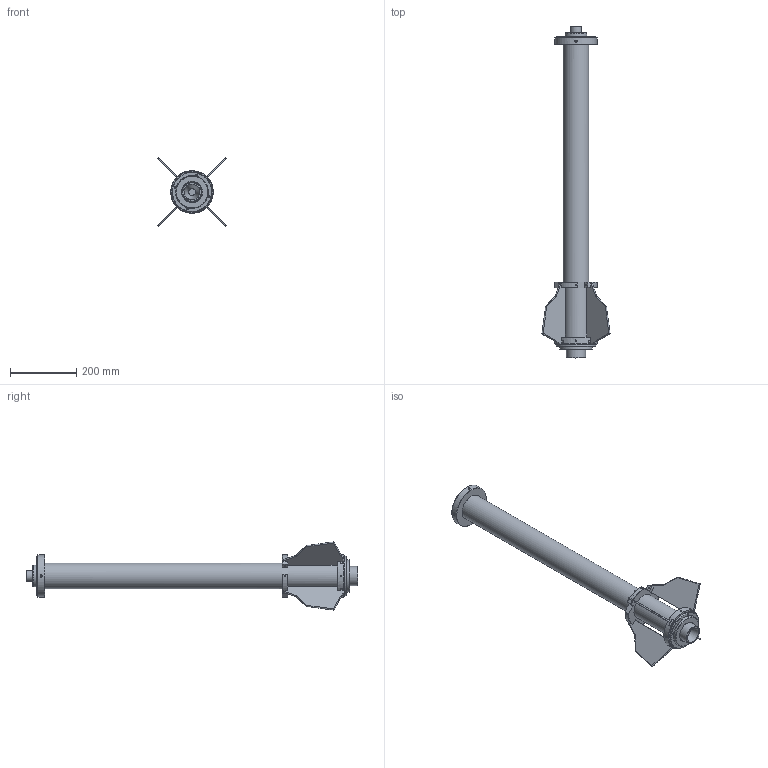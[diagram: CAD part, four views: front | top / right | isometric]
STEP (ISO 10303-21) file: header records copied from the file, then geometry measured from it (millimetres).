
FILE_DESCRIPTION(('FreeCAD Model'),'2;1');
FILE_NAME('Open CASCADE Shape Model','2025-04-27T14:04:09',('FreeCAD'),( 'FreeCAD'),'Open CASCADE STEP processor 7.6','FreeCAD','Unknown');
FILE_SCHEMA(('AUTOMOTIVE_DESIGN { 1 0 10303 214 1 1 1 1 }'));
Length unit declared in the file: millimetre
Products named in the file (1): Open CASCADE STEP translator 7.6 1
Bounding box: 206.19 x 1004.33 x 206.19 mm (x, y, z)
Volume: 4736208.8 mm3; surface area: 608301 mm2
Topology: 14 solids, 14 shells, 442 faces, 1131 edges, 754 vertices
Faces by surface type: bspline 442
Entity records: 18376 total; most frequent: CARTESIAN_POINT 11788, ORIENTED_EDGE 2260, EDGE_CURVE 1130, VERTEX_POINT 754, B_SPLINE_CURVE_WITH_KNOTS 654, FACE_BOUND 562, EDGE_LOOP 562, ADVANCED_FACE 442
